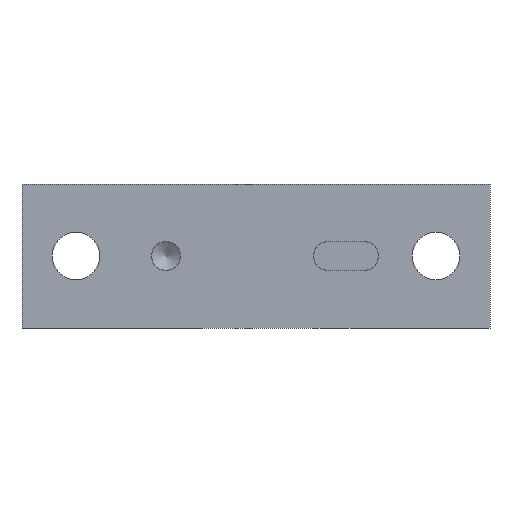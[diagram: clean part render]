
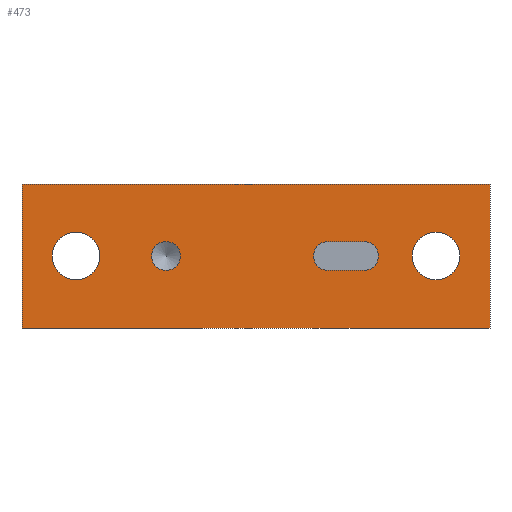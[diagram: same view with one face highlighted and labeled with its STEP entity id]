
A CAD part, front view. The second image highlights one B-rep face of the part: STEP entity #473.
In plain terms, the highlighted planar face has unit normal (0, -1, 0).
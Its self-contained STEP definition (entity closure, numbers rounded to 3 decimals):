
#17=FACE_BOUND('',#83,.T.);
#18=FACE_BOUND('',#84,.T.);
#19=FACE_BOUND('',#85,.T.);
#20=FACE_BOUND('',#86,.T.);
#24=CIRCLE('',#518,2.);
#26=CIRCLE('',#521,3.3);
#27=CIRCLE('',#522,3.3);
#28=CIRCLE('',#523,3.3);
#29=CIRCLE('',#524,3.3);
#30=CIRCLE('',#525,2.);
#31=CIRCLE('',#526,2.);
#32=CIRCLE('',#527,2.);
#57=FACE_OUTER_BOUND('',#82,.T.);
#82=EDGE_LOOP('',(#331,#332,#333,#334));
#83=EDGE_LOOP('',(#335,#336));
#84=EDGE_LOOP('',(#337,#338));
#85=EDGE_LOOP('',(#339,#340));
#86=EDGE_LOOP('',(#341,#342,#343,#344));
#111=LINE('',#708,#157);
#115=LINE('',#717,#161);
#119=LINE('',#729,#165);
#120=LINE('',#731,#166);
#121=LINE('',#733,#167);
#122=LINE('',#734,#168);
#157=VECTOR('',#566,10.);
#161=VECTOR('',#572,10.);
#165=VECTOR('',#584,65.);
#166=VECTOR('',#585,20.);
#167=VECTOR('',#586,65.);
#168=VECTOR('',#587,20.);
#203=VERTEX_POINT('',#706);
#204=VERTEX_POINT('',#707);
#207=VERTEX_POINT('',#715);
#208=VERTEX_POINT('',#716);
#211=VERTEX_POINT('',#727);
#212=VERTEX_POINT('',#728);
#213=VERTEX_POINT('',#730);
#214=VERTEX_POINT('',#732);
#215=VERTEX_POINT('',#735);
#216=VERTEX_POINT('',#736);
#217=VERTEX_POINT('',#739);
#218=VERTEX_POINT('',#740);
#219=VERTEX_POINT('',#743);
#220=VERTEX_POINT('',#744);
#251=EDGE_CURVE('',#203,#204,#111,.T.);
#255=EDGE_CURVE('',#207,#208,#115,.T.);
#259=EDGE_CURVE('',#208,#203,#24,.T.);
#261=EDGE_CURVE('',#211,#212,#119,.T.);
#262=EDGE_CURVE('',#213,#212,#120,.T.);
#263=EDGE_CURVE('',#214,#213,#121,.T.);
#264=EDGE_CURVE('',#214,#211,#122,.T.);
#265=EDGE_CURVE('',#215,#216,#26,.T.);
#266=EDGE_CURVE('',#216,#215,#27,.T.);
#267=EDGE_CURVE('',#217,#218,#28,.T.);
#268=EDGE_CURVE('',#218,#217,#29,.T.);
#269=EDGE_CURVE('',#219,#220,#30,.T.);
#270=EDGE_CURVE('',#220,#219,#31,.T.);
#271=EDGE_CURVE('',#204,#207,#32,.T.);
#331=ORIENTED_EDGE('',*,*,#261,.T.);
#332=ORIENTED_EDGE('',*,*,#262,.F.);
#333=ORIENTED_EDGE('',*,*,#263,.F.);
#334=ORIENTED_EDGE('',*,*,#264,.T.);
#335=ORIENTED_EDGE('',*,*,#265,.T.);
#336=ORIENTED_EDGE('',*,*,#266,.T.);
#337=ORIENTED_EDGE('',*,*,#267,.T.);
#338=ORIENTED_EDGE('',*,*,#268,.T.);
#339=ORIENTED_EDGE('',*,*,#269,.T.);
#340=ORIENTED_EDGE('',*,*,#270,.T.);
#341=ORIENTED_EDGE('',*,*,#251,.T.);
#342=ORIENTED_EDGE('',*,*,#271,.T.);
#343=ORIENTED_EDGE('',*,*,#255,.T.);
#344=ORIENTED_EDGE('',*,*,#259,.T.);
#457=PLANE('',#520);
#473=ADVANCED_FACE('',(#57,#17,#18,#19,#20),#457,.F.);
#518=AXIS2_PLACEMENT_3D('',#724,#578,#579);
#520=AXIS2_PLACEMENT_3D('',#726,#582,#583);
#521=AXIS2_PLACEMENT_3D('',#737,#588,#589);
#522=AXIS2_PLACEMENT_3D('',#738,#590,#591);
#523=AXIS2_PLACEMENT_3D('',#741,#592,#593);
#524=AXIS2_PLACEMENT_3D('',#742,#594,#595);
#525=AXIS2_PLACEMENT_3D('',#745,#596,#597);
#526=AXIS2_PLACEMENT_3D('',#746,#598,#599);
#527=AXIS2_PLACEMENT_3D('',#747,#600,#601);
#566=DIRECTION('',(-1.,0.,0.));
#572=DIRECTION('',(1.,0.,0.));
#578=DIRECTION('center_axis',(0.,1.,0.));
#579=DIRECTION('ref_axis',(1.,0.,0.));
#582=DIRECTION('center_axis',(0.,1.,0.));
#583=DIRECTION('ref_axis',(0.,0.,1.));
#584=DIRECTION('',(1.,0.,0.));
#585=DIRECTION('',(0.,0.,-1.));
#586=DIRECTION('',(1.,0.,0.));
#587=DIRECTION('',(0.,0.,-1.));
#588=DIRECTION('center_axis',(0.,1.,0.));
#589=DIRECTION('ref_axis',(1.,0.,0.));
#590=DIRECTION('center_axis',(0.,1.,0.));
#591=DIRECTION('ref_axis',(1.,0.,0.));
#592=DIRECTION('center_axis',(0.,1.,0.));
#593=DIRECTION('ref_axis',(1.,0.,0.));
#594=DIRECTION('center_axis',(0.,1.,0.));
#595=DIRECTION('ref_axis',(1.,0.,0.));
#596=DIRECTION('center_axis',(0.,1.,0.));
#597=DIRECTION('ref_axis',(1.,0.,0.));
#598=DIRECTION('center_axis',(0.,1.,0.));
#599=DIRECTION('ref_axis',(1.,0.,0.));
#600=DIRECTION('center_axis',(0.,1.,0.));
#601=DIRECTION('ref_axis',(1.,0.,0.));
#706=CARTESIAN_POINT('',(15.,-44.6,-2.));
#707=CARTESIAN_POINT('',(10.,-44.6,-2.));
#708=CARTESIAN_POINT('',(-8.75,-44.6,-2.));
#715=CARTESIAN_POINT('',(10.,-44.6,2.));
#716=CARTESIAN_POINT('',(15.,-44.6,2.));
#717=CARTESIAN_POINT('',(-11.25,-44.6,2.));
#724=CARTESIAN_POINT('Origin',(15.,-44.6,0.));
#726=CARTESIAN_POINT('Origin',(-32.5,-44.6,10.));
#727=CARTESIAN_POINT('',(-32.5,-44.6,-10.));
#728=CARTESIAN_POINT('',(32.5,-44.6,-10.));
#729=CARTESIAN_POINT('',(-32.5,-44.6,-10.));
#730=CARTESIAN_POINT('',(32.5,-44.6,10.));
#731=CARTESIAN_POINT('',(32.5,-44.6,10.));
#732=CARTESIAN_POINT('',(-32.5,-44.6,10.));
#733=CARTESIAN_POINT('',(-32.5,-44.6,10.));
#734=CARTESIAN_POINT('',(-32.5,-44.6,10.));
#735=CARTESIAN_POINT('',(28.3,-44.6,0.));
#736=CARTESIAN_POINT('',(21.7,-44.6,0.));
#737=CARTESIAN_POINT('Origin',(25.,-44.6,0.));
#738=CARTESIAN_POINT('Origin',(25.,-44.6,0.));
#739=CARTESIAN_POINT('',(-21.7,-44.6,0.));
#740=CARTESIAN_POINT('',(-28.3,-44.6,0.));
#741=CARTESIAN_POINT('Origin',(-25.,-44.6,0.));
#742=CARTESIAN_POINT('Origin',(-25.,-44.6,0.));
#743=CARTESIAN_POINT('',(-10.5,-44.6,0.));
#744=CARTESIAN_POINT('',(-14.5,-44.6,0.));
#745=CARTESIAN_POINT('Origin',(-12.5,-44.6,0.));
#746=CARTESIAN_POINT('Origin',(-12.5,-44.6,0.));
#747=CARTESIAN_POINT('Origin',(10.,-44.6,0.));
